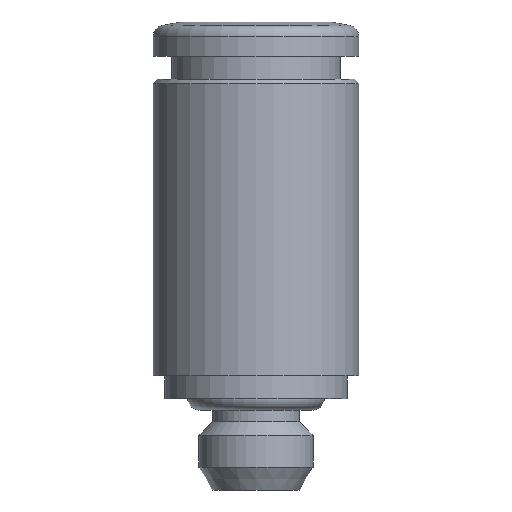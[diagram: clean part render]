
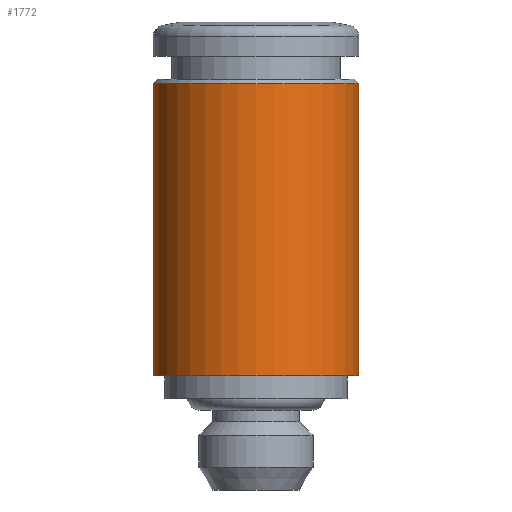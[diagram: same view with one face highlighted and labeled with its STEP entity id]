
A CAD part, front view. The second image highlights one B-rep face of the part: STEP entity #1772.
In plain terms, the highlighted cylindrical face has radius 4.5 mm (diameter 9 mm), a full revolution.
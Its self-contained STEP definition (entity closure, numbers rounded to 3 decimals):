
#526=ORIENTED_EDGE('',*,*,#729,.F.);
#527=ORIENTED_EDGE('',*,*,#730,.T.);
#635=CIRCLE('',#1700,4.5);
#636=CIRCLE('',#1702,4.5);
#676=VERTEX_POINT('',#1557);
#677=VERTEX_POINT('',#1560);
#729=EDGE_CURVE('',#676,#676,#635,.T.);
#730=EDGE_CURVE('',#677,#677,#636,.T.);
#810=EDGE_LOOP('',(#526));
#811=EDGE_LOOP('',(#527));
#894=FACE_BOUND('',#810,.T.);
#895=FACE_BOUND('',#811,.T.);
#940=CYLINDRICAL_SURFACE('',#1701,4.5);
#1363=DIRECTION('',(0.,-1.,0.));
#1364=DIRECTION('',(0.,0.,4.5));
#1365=DIRECTION('',(0.,1.,0.));
#1366=DIRECTION('',(1.,0.,0.));
#1367=DIRECTION('',(0.,-1.,0.));
#1368=DIRECTION('',(0.,0.,4.5));
#1557=CARTESIAN_POINT('',(110.096,92.258,4.5));
#1558=CARTESIAN_POINT('',(110.096,92.258,0.));
#1559=CARTESIAN_POINT('',(110.096,92.258,0.));
#1560=CARTESIAN_POINT('',(110.096,105.058,4.5));
#1561=CARTESIAN_POINT('',(110.096,105.058,0.));
#1700=AXIS2_PLACEMENT_3D('',#1558,#1363,#1364);
#1701=AXIS2_PLACEMENT_3D('',#1559,#1365,#1366);
#1702=AXIS2_PLACEMENT_3D('',#1561,#1367,#1368);
#1772=ADVANCED_FACE('',(#894,#895),#940,.T.);
